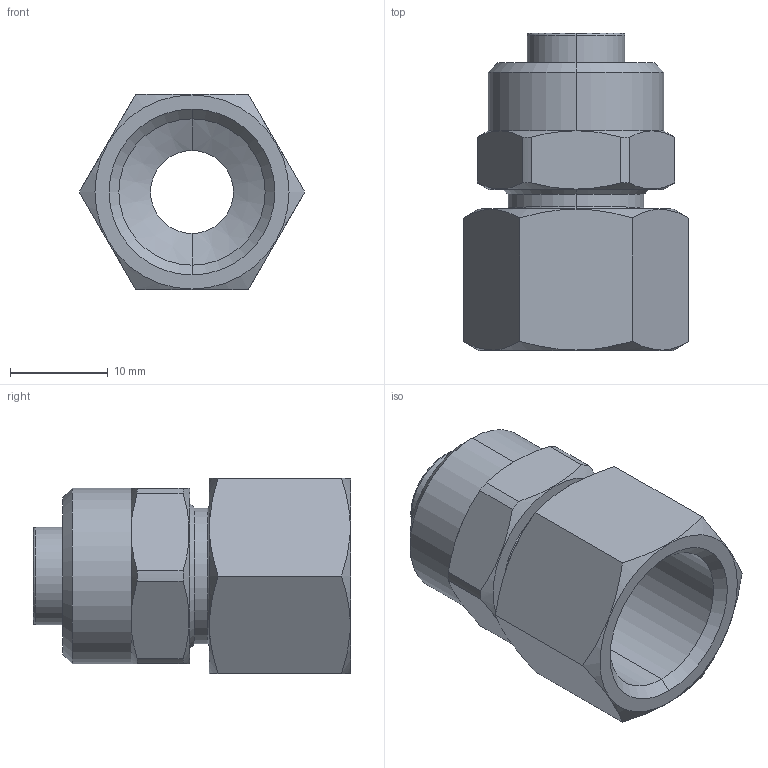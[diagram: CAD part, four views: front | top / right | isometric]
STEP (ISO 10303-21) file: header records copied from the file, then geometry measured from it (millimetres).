
FILE_DESCRIPTION(( 'MC.13.12.38.STEP' ), '1');
FILE_NAME( 'MC.13.12.38.STEP', '2018-11-12T09:02:30',( 'Sopra'),('sopra-pneumatic.com'), 'SwSTEP 2.0','SolidWorks 2009','' );
FILE_SCHEMA (( 'CONFIG_CONTROL_DESIGN' ));
Length unit declared in the file: millimetre
Products named in the file (1): 02030063
Bounding box: 23.09 x 32.5 x 20 mm (x, y, z)
Volume: 5443.2 mm3; surface area: 3893.5 mm2
Topology: 1 solids, 1 shells, 68 faces, 156 edges, 94 vertices
Faces by surface type: cone 26, cylinder 20, plane 18, torus 4
Entity records: 2201 total; most frequent: CARTESIAN_POINT 603, DIRECTION 326, ORIENTED_EDGE 312, EDGE_CURVE 156, AXIS2_PLACEMENT_3D 137, VERTEX_POINT 94, EDGE_LOOP 74, FACE_OUTER_BOUND 68
